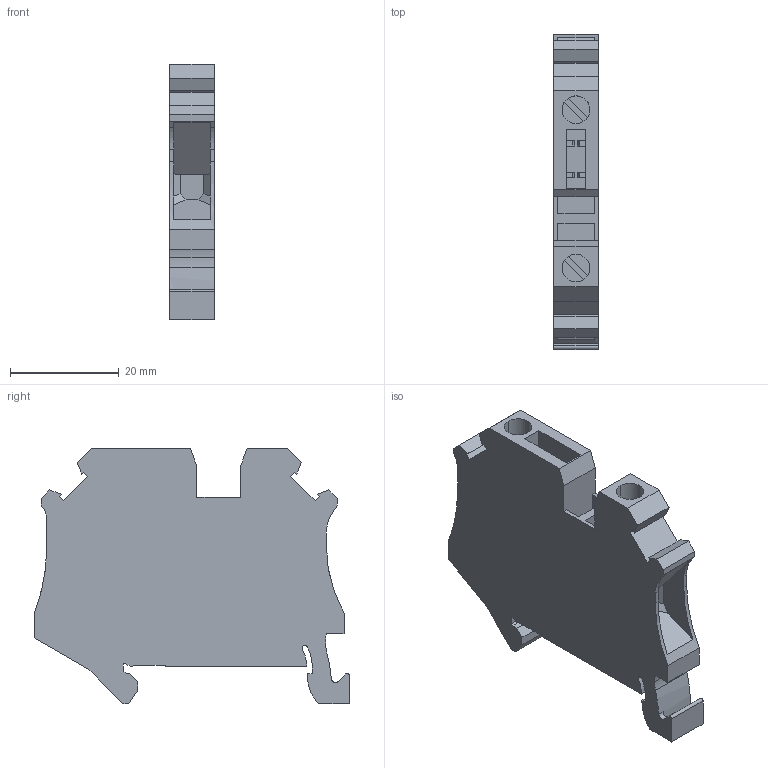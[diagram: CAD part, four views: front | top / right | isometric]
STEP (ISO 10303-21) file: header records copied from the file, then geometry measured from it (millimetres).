
FILE_DESCRIPTION(('STEP AP214'),'1');
FILE_NAME('cctmp_625F1D8F-784C-43F0-9298-0F40AC12A04F_2023_07_24_09_27_15_0121..stp','2023-07-24T07:27:15',('SIEMENS A&D'),('CADClick - www.CADClick.com'),'Spatial InterOp 3D postprocessed',' ','unknown authorization');
FILE_SCHEMA(('AUTOMOTIVE_DESIGN'));
Length unit declared in the file: millimetre
Products named in the file (1): 2023_07_24_09_27_15_0114
Bounding box: 8.15 x 57.8 x 46.85 mm (x, y, z)
Volume: 13983.7 mm3; surface area: 7599.7 mm2
Topology: 1 solids, 1 shells, 168 faces, 482 edges, 319 vertices
Faces by surface type: plane 139, cylinder 29
Entity records: 5975 total; most frequent: CARTESIAN_POINT 970, ORIENTED_EDGE 964, DIRECTION 892, EDGE_CURVE 482, LINE 410, VECTOR 410, VERTEX_POINT 319, AXIS2_PLACEMENT_3D 241
